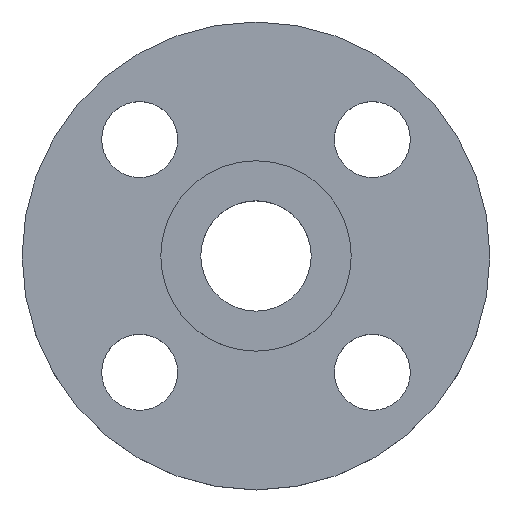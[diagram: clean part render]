
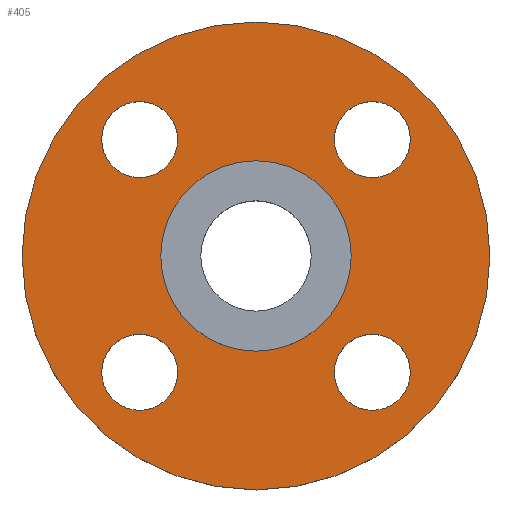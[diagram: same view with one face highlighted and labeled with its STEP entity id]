
A CAD part, top view. The second image highlights one B-rep face of the part: STEP entity #405.
In plain terms, the highlighted planar face has unit normal (0, 0, 1).
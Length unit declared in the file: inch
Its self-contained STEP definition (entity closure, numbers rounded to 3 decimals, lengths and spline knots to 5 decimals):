
#3 = CARTESIAN_POINT ( 'NONE',  ( 0., 0., -0.0625 ) ) ;
#11 = CARTESIAN_POINT ( 'NONE',  ( -0.94, 0., -0.0625 ) ) ;
#20 = CIRCLE ( 'NONE', #79, 0.94 ) ;
#21 = CIRCLE ( 'NONE', #509, 0.375 ) ;
#23 = FACE_BOUND ( 'NONE', #342, .T. ) ;
#24 = ORIENTED_EDGE ( 'NONE', *, *, #142, .F. ) ;
#33 = VERTEX_POINT ( 'NONE', #468 ) ;
#38 = EDGE_CURVE ( 'NONE', #182, #161, #339, .T. ) ;
#40 = VERTEX_POINT ( 'NONE', #310 ) ;
#51 = DIRECTION ( 'NONE',  ( 0., 0., 1. ) ) ;
#53 = VERTEX_POINT ( 'NONE', #146 ) ;
#56 = AXIS2_PLACEMENT_3D ( 'NONE', #488, #278, #547 ) ;
#57 = CARTESIAN_POINT ( 'NONE',  ( -1.14905, 1.52405, -0.0625 ) ) ;
#70 = VERTEX_POINT ( 'NONE', #144 ) ;
#71 = EDGE_CURVE ( 'NONE', #70, #83, #274, .T. ) ;
#73 = ORIENTED_EDGE ( 'NONE', *, *, #117, .T. ) ;
#79 = AXIS2_PLACEMENT_3D ( 'NONE', #209, #160, #331 ) ;
#83 = VERTEX_POINT ( 'NONE', #255 ) ;
#88 = DIRECTION ( 'NONE',  ( -1., 0., 0. ) ) ;
#92 = CARTESIAN_POINT ( 'NONE',  ( -1.14905, 1.14905, -0.0625 ) ) ;
#93 = EDGE_CURVE ( 'NONE', #83, #70, #518, .T. ) ;
#94 = CARTESIAN_POINT ( 'NONE',  ( 1.14905, 1.14905, -0.0625 ) ) ;
#103 = CARTESIAN_POINT ( 'NONE',  ( 0., 0., -0.0625 ) ) ;
#117 = EDGE_CURVE ( 'NONE', #269, #507, #20, .T. ) ;
#126 = EDGE_CURVE ( 'NONE', #151, #53, #21, .T. ) ;
#137 = CARTESIAN_POINT ( 'NONE',  ( -1.14905, -1.14905, -0.0625 ) ) ;
#141 = ORIENTED_EDGE ( 'NONE', *, *, #126, .F. ) ;
#142 = EDGE_CURVE ( 'NONE', #33, #334, #672, .T. ) ;
#144 = CARTESIAN_POINT ( 'NONE',  ( -0.77405, -1.14905, -0.0625 ) ) ;
#146 = CARTESIAN_POINT ( 'NONE',  ( 1.14905, -1.52405, -0.0625 ) ) ;
#149 = CIRCLE ( 'NONE', #545, 2.31 ) ;
#150 = FACE_BOUND ( 'NONE', #258, .T. ) ;
#151 = VERTEX_POINT ( 'NONE', #474 ) ;
#158 = DIRECTION ( 'NONE',  ( 1., 0., 0. ) ) ;
#160 = DIRECTION ( 'NONE',  ( 0., 0., -1. ) ) ;
#161 = VERTEX_POINT ( 'NONE', #57 ) ;
#179 = ORIENTED_EDGE ( 'NONE', *, *, #614, .F. ) ;
#181 = EDGE_CURVE ( 'NONE', #371, #40, #149, .T. ) ;
#182 = VERTEX_POINT ( 'NONE', #370 ) ;
#187 = EDGE_CURVE ( 'NONE', #161, #182, #241, .T. ) ;
#199 = DIRECTION ( 'NONE',  ( 0., 0., 1. ) ) ;
#203 = CARTESIAN_POINT ( 'NONE',  ( -1.14905, -1.14905, -0.0625 ) ) ;
#208 = DIRECTION ( 'NONE',  ( 0., 0., 1. ) ) ;
#209 = CARTESIAN_POINT ( 'NONE',  ( 0., 0., -0.0625 ) ) ;
#212 = CIRCLE ( 'NONE', #635, 0.375 ) ;
#213 = DIRECTION ( 'NONE',  ( 1., 0., 0. ) ) ;
#216 = AXIS2_PLACEMENT_3D ( 'NONE', #203, #305, #414 ) ;
#223 = DIRECTION ( 'NONE',  ( 0., 0., 1. ) ) ;
#224 = EDGE_LOOP ( 'NONE', ( #544, #368 ) ) ;
#241 = CIRCLE ( 'NONE', #639, 0.375 ) ;
#255 = CARTESIAN_POINT ( 'NONE',  ( -1.52405, -1.14905, -0.0625 ) ) ;
#257 = FACE_BOUND ( 'NONE', #432, .T. ) ;
#258 = EDGE_LOOP ( 'NONE', ( #421, #322 ) ) ;
#260 = AXIS2_PLACEMENT_3D ( 'NONE', #3, #385, #495 ) ;
#261 = AXIS2_PLACEMENT_3D ( 'NONE', #94, #208, #692 ) ;
#265 = DIRECTION ( 'NONE',  ( 0., 0., -1. ) ) ;
#267 = CARTESIAN_POINT ( 'NONE',  ( 1.14905, -1.14905, -0.0625 ) ) ;
#269 = VERTEX_POINT ( 'NONE', #11 ) ;
#274 = CIRCLE ( 'NONE', #691, 0.375 ) ;
#277 = CARTESIAN_POINT ( 'NONE',  ( 0.94, 0., -0.0625 ) ) ;
#278 = DIRECTION ( 'NONE',  ( 0., 0., 1. ) ) ;
#284 = ORIENTED_EDGE ( 'NONE', *, *, #181, .T. ) ;
#286 = ORIENTED_EDGE ( 'NONE', *, *, #652, .F. ) ;
#296 = ORIENTED_EDGE ( 'NONE', *, *, #623, .T. ) ;
#301 = FACE_BOUND ( 'NONE', #224, .T. ) ;
#305 = DIRECTION ( 'NONE',  ( 0., 0., 1. ) ) ;
#310 = CARTESIAN_POINT ( 'NONE',  ( -2.31, 0., -0.0625 ) ) ;
#313 = CIRCLE ( 'NONE', #260, 2.31 ) ;
#314 = CIRCLE ( 'NONE', #261, 0.375 ) ;
#322 = ORIENTED_EDGE ( 'NONE', *, *, #71, .F. ) ;
#329 = EDGE_CURVE ( 'NONE', #40, #371, #313, .T. ) ;
#331 = DIRECTION ( 'NONE',  ( 1., 0., 0. ) ) ;
#334 = VERTEX_POINT ( 'NONE', #395 ) ;
#339 = CIRCLE ( 'NONE', #638, 0.375 ) ;
#342 = EDGE_LOOP ( 'NONE', ( #179, #141 ) ) ;
#362 = DIRECTION ( 'NONE',  ( 0., -1., 0. ) ) ;
#368 = ORIENTED_EDGE ( 'NONE', *, *, #38, .F. ) ;
#370 = CARTESIAN_POINT ( 'NONE',  ( -1.14905, 0.77405, -0.0625 ) ) ;
#371 = VERTEX_POINT ( 'NONE', #550 ) ;
#377 = DIRECTION ( 'NONE',  ( 0., 0., 1. ) ) ;
#385 = DIRECTION ( 'NONE',  ( 0., 0., 1. ) ) ;
#395 = CARTESIAN_POINT ( 'NONE',  ( 0.77405, 1.14905, -0.0625 ) ) ;
#398 = DIRECTION ( 'NONE',  ( 0., 0., 1. ) ) ;
#405 = ADVANCED_FACE ( 'NONE', ( #23, #150, #301, #257, #515, #679 ), #619, .T. ) ;
#414 = DIRECTION ( 'NONE',  ( -1., 0., 0. ) ) ;
#421 = ORIENTED_EDGE ( 'NONE', *, *, #93, .F. ) ;
#423 = CARTESIAN_POINT ( 'NONE',  ( -1.14905, 1.14905, -0.0625 ) ) ;
#432 = EDGE_LOOP ( 'NONE', ( #24, #286 ) ) ;
#438 = EDGE_LOOP ( 'NONE', ( #296, #73 ) ) ;
#456 = AXIS2_PLACEMENT_3D ( 'NONE', #569, #398, #519 ) ;
#463 = DIRECTION ( 'NONE',  ( 0., 0., 1. ) ) ;
#468 = CARTESIAN_POINT ( 'NONE',  ( 1.52405, 1.14905, -0.0625 ) ) ;
#474 = CARTESIAN_POINT ( 'NONE',  ( 1.14905, -0.77405, -0.0625 ) ) ;
#488 = CARTESIAN_POINT ( 'NONE',  ( 1.14905, 1.14905, -0.0625 ) ) ;
#495 = DIRECTION ( 'NONE',  ( 1., 0., 0. ) ) ;
#507 = VERTEX_POINT ( 'NONE', #277 ) ;
#509 = AXIS2_PLACEMENT_3D ( 'NONE', #705, #223, #362 ) ;
#515 = FACE_BOUND ( 'NONE', #438, .T. ) ;
#518 = CIRCLE ( 'NONE', #216, 0.375 ) ;
#519 = DIRECTION ( 'NONE',  ( 1., 0., 0. ) ) ;
#544 = ORIENTED_EDGE ( 'NONE', *, *, #187, .F. ) ;
#545 = AXIS2_PLACEMENT_3D ( 'NONE', #103, #377, #213 ) ;
#547 = DIRECTION ( 'NONE',  ( 1., 0., 0. ) ) ;
#550 = CARTESIAN_POINT ( 'NONE',  ( 2.31, 0., -0.0625 ) ) ;
#551 = ORIENTED_EDGE ( 'NONE', *, *, #329, .T. ) ;
#569 = CARTESIAN_POINT ( 'NONE',  ( 0., 0., -0.0625 ) ) ;
#571 = EDGE_LOOP ( 'NONE', ( #284, #551 ) ) ;
#582 = CARTESIAN_POINT ( 'NONE',  ( 0., 0., -0.0625 ) ) ;
#599 = CIRCLE ( 'NONE', #680, 0.94 ) ;
#601 = DIRECTION ( 'NONE',  ( 0., 1., 0. ) ) ;
#614 = EDGE_CURVE ( 'NONE', #53, #151, #212, .T. ) ;
#619 = PLANE ( 'NONE',  #456 ) ;
#623 = EDGE_CURVE ( 'NONE', #507, #269, #599, .T. ) ;
#626 = DIRECTION ( 'NONE',  ( 0., 1., 0. ) ) ;
#635 = AXIS2_PLACEMENT_3D ( 'NONE', #267, #699, #707 ) ;
#638 = AXIS2_PLACEMENT_3D ( 'NONE', #92, #463, #626 ) ;
#639 = AXIS2_PLACEMENT_3D ( 'NONE', #423, #51, #601 ) ;
#652 = EDGE_CURVE ( 'NONE', #334, #33, #314, .T. ) ;
#672 = CIRCLE ( 'NONE', #56, 0.375 ) ;
#679 = FACE_OUTER_BOUND ( 'NONE', #571, .T. ) ;
#680 = AXIS2_PLACEMENT_3D ( 'NONE', #582, #265, #158 ) ;
#691 = AXIS2_PLACEMENT_3D ( 'NONE', #137, #199, #88 ) ;
#692 = DIRECTION ( 'NONE',  ( 1., 0., 0. ) ) ;
#699 = DIRECTION ( 'NONE',  ( 0., 0., 1. ) ) ;
#705 = CARTESIAN_POINT ( 'NONE',  ( 1.14905, -1.14905, -0.0625 ) ) ;
#707 = DIRECTION ( 'NONE',  ( 0., -1., 0. ) ) ;
